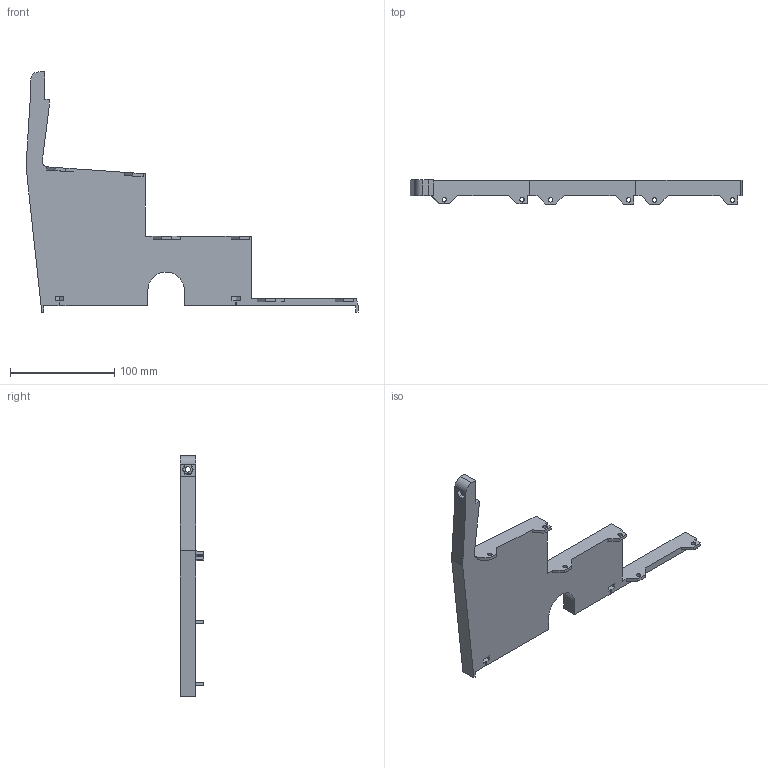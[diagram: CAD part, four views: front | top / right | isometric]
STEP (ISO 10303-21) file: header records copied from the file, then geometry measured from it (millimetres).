
FILE_DESCRIPTION(/* description */ ('STEP AP242 Edition 2','CAx-IF Rec.Pracs.---Representation and Presentation of Product Manufacturing Information (PMI)---4.0---2014-10-13','CAx-IF Rec.Pracs.---3D Tessellated Geometry---0.4---2014-09-14','2;1','CAx-IF Rec.Pracs.---User Defined Attributes---1.5---2016-08-15'),/* implementation_level */ '2;1');
FILE_NAME(/* name */ '695bda1bf8423a8bce9869af',/* time_stamp */ '2026-01-05T15:34:52Z',/* author */ (''),/* organization */ (''),/* preprocessor_version */ 'ST-DEVELOPER v20',/* originating_system */ 'ONSHAPE BY PTC INC, 1.208',/* authorisation */ ' ');
FILE_SCHEMA (('AP242_MANAGED_MODEL_BASED_3D_ENGINEERING_MIM_LF { 1 0 10303 442 3 1 4 }'));
Length unit declared in the file: metre
Products named in the file (1): Standoff
Bounding box: 319.18 x 23 x 230.98 mm (x, y, z)
Volume: 331691 mm3; surface area: 64087.6 mm2
Topology: 1 solids, 1 shells, 98 faces, 277 edges, 184 vertices
Faces by surface type: plane 78, cylinder 20
Full cylindrical faces by diameter (mm): 4.3 x6, 5.3 x5
Entity records: 3113 total; most frequent: CARTESIAN_POINT 541, ORIENTED_EDGE 524, DIRECTION 501, EDGE_CURVE 262, LINE 221, VECTOR 221, VERTEX_POINT 180, AXIS2_PLACEMENT_3D 140
